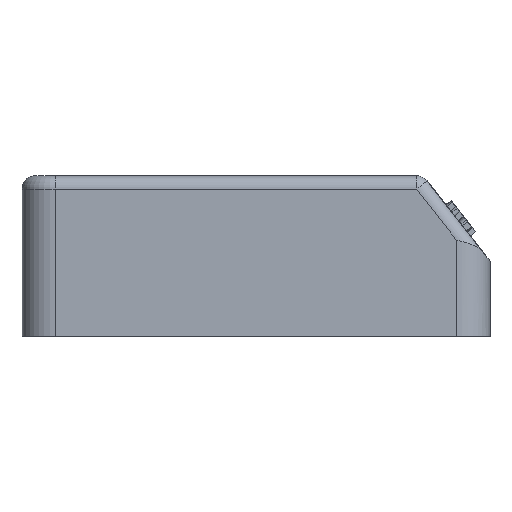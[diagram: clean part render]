
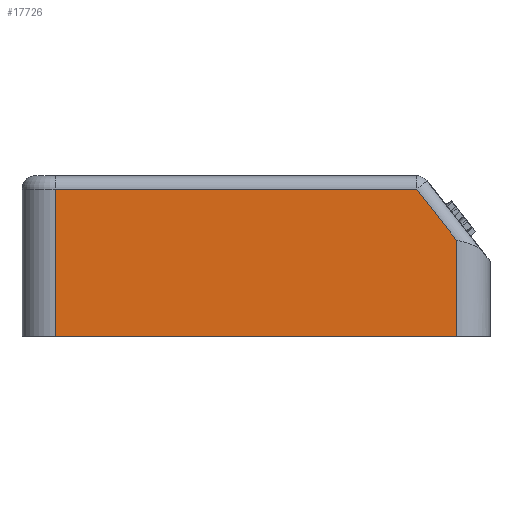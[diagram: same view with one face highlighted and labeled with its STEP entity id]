
A CAD part, front view. The second image highlights one B-rep face of the part: STEP entity #17726.
In plain terms, the highlighted planar face has unit normal (0, -1, 0).
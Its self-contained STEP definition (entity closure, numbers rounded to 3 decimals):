
#2087=PLANE('',#18173);
#3040=FACE_OUTER_BOUND('',#4067,.T.);
#4067=EDGE_LOOP('',(#16128,#16129,#16130,#16131,#16132));
#5330=LINE('',#35271,#6728);
#5332=LINE('',#35298,#6730);
#5335=LINE('',#35308,#6733);
#5336=LINE('',#35310,#6734);
#5347=LINE('',#35360,#6745);
#6728=VECTOR('',#19975,10.);
#6730=VECTOR('',#19993,10.);
#6733=VECTOR('',#20006,10.);
#6734=VECTOR('',#20009,10.);
#6745=VECTOR('',#20056,10.);
#8643=VERTEX_POINT('',#35269);
#8644=VERTEX_POINT('',#35270);
#8648=VERTEX_POINT('',#35289);
#8651=VERTEX_POINT('',#35296);
#8653=VERTEX_POINT('',#35303);
#11168=EDGE_CURVE('',#8643,#8644,#5330,.T.);
#11177=EDGE_CURVE('',#8651,#8648,#5332,.T.);
#11183=EDGE_CURVE('',#8648,#8653,#5335,.T.);
#11184=EDGE_CURVE('',#8653,#8643,#5336,.T.);
#11205=EDGE_CURVE('',#8651,#8644,#5347,.T.);
#16128=ORIENTED_EDGE('',*,*,#11168,.F.);
#16129=ORIENTED_EDGE('',*,*,#11184,.F.);
#16130=ORIENTED_EDGE('',*,*,#11183,.F.);
#16131=ORIENTED_EDGE('',*,*,#11177,.F.);
#16132=ORIENTED_EDGE('',*,*,#11205,.T.);
#17726=ADVANCED_FACE('',(#3040),#2087,.T.);
#18173=AXIS2_PLACEMENT_3D('',#35359,#20054,#20055);
#19975=DIRECTION('',(0.,0.,-1.));
#19993=DIRECTION('',(0.,0.,1.));
#20006=DIRECTION('',(1.,0.,0.));
#20009=DIRECTION('',(0.617,0.,-0.787));
#20054=DIRECTION('center_axis',(0.,-1.,0.));
#20055=DIRECTION('ref_axis',(1.,0.,0.));
#20056=DIRECTION('',(1.,0.,0.));
#35269=CARTESIAN_POINT('',(65.,0.,14.376));
#35270=CARTESIAN_POINT('',(65.,0.,0.));
#35271=CARTESIAN_POINT('',(65.,0.,5.618));
#35289=CARTESIAN_POINT('',(5.,0.,22.));
#35296=CARTESIAN_POINT('',(5.,0.,0.));
#35298=CARTESIAN_POINT('',(5.,0.,0.));
#35303=CARTESIAN_POINT('',(59.026,0.,22.));
#35308=CARTESIAN_POINT('',(15.,0.,22.));
#35310=CARTESIAN_POINT('',(52.84,0.,29.895));
#35359=CARTESIAN_POINT('Origin',(0.,0.,0.));
#35360=CARTESIAN_POINT('',(0.,0.,0.));
